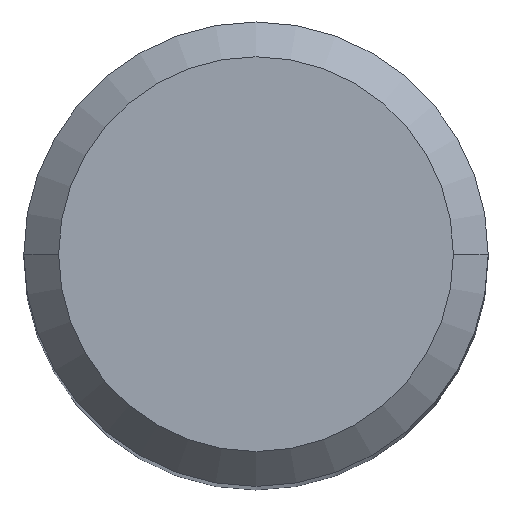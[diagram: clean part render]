
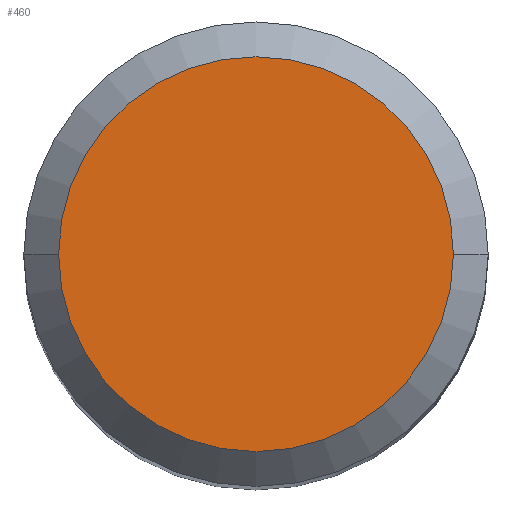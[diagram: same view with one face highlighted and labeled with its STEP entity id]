
A CAD part, top view. The second image highlights one B-rep face of the part: STEP entity #460.
In plain terms, the highlighted planar face has unit normal (0, 0, 1).
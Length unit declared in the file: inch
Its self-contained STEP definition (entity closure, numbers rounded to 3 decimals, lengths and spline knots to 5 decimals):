
#16 = AXIS2_PLACEMENT_3D ( 'NONE', #382, #429, #271 ) ;
#28 = PLANE ( 'NONE',  #107 ) ;
#43 = EDGE_CURVE ( 'NONE', #58, #436, #202, .T. ) ;
#58 = VERTEX_POINT ( 'NONE', #268 ) ;
#77 = EDGE_CURVE ( 'NONE', #436, #58, #407, .T. ) ;
#84 = CARTESIAN_POINT ( 'NONE',  ( 0., 0., 0. ) ) ;
#107 = AXIS2_PLACEMENT_3D ( 'NONE', #445, #444, #179 ) ;
#151 = CARTESIAN_POINT ( 'NONE',  ( 0.13387, 0., 0. ) ) ;
#179 = DIRECTION ( 'NONE',  ( -1., 0., 0. ) ) ;
#187 = DIRECTION ( 'NONE',  ( 0., 0., 1. ) ) ;
#195 = DIRECTION ( 'NONE',  ( 1., 0., 0. ) ) ;
#202 = CIRCLE ( 'NONE', #16, 0.13387 ) ;
#210 = EDGE_LOOP ( 'NONE', ( #484, #300 ) ) ;
#268 = CARTESIAN_POINT ( 'NONE',  ( -0.13387, 0., 0. ) ) ;
#271 = DIRECTION ( 'NONE',  ( 1., 0., 0. ) ) ;
#300 = ORIENTED_EDGE ( 'NONE', *, *, #77, .T. ) ;
#366 = FACE_OUTER_BOUND ( 'NONE', #210, .T. ) ;
#367 = AXIS2_PLACEMENT_3D ( 'NONE', #84, #187, #195 ) ;
#382 = CARTESIAN_POINT ( 'NONE',  ( 0., 0., 0. ) ) ;
#407 = CIRCLE ( 'NONE', #367, 0.13387 ) ;
#429 = DIRECTION ( 'NONE',  ( 0., 0., 1. ) ) ;
#436 = VERTEX_POINT ( 'NONE', #151 ) ;
#444 = DIRECTION ( 'NONE',  ( 0., 0., -1. ) ) ;
#445 = CARTESIAN_POINT ( 'NONE',  ( 0., 0., 0. ) ) ;
#460 = ADVANCED_FACE ( 'NONE', ( #366 ), #28, .F. ) ;
#484 = ORIENTED_EDGE ( 'NONE', *, *, #43, .T. ) ;
